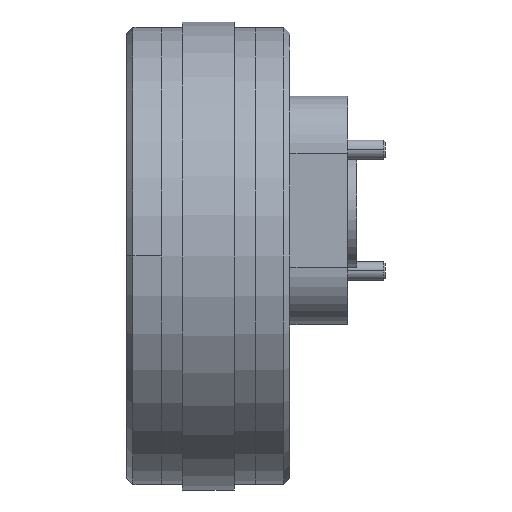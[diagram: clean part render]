
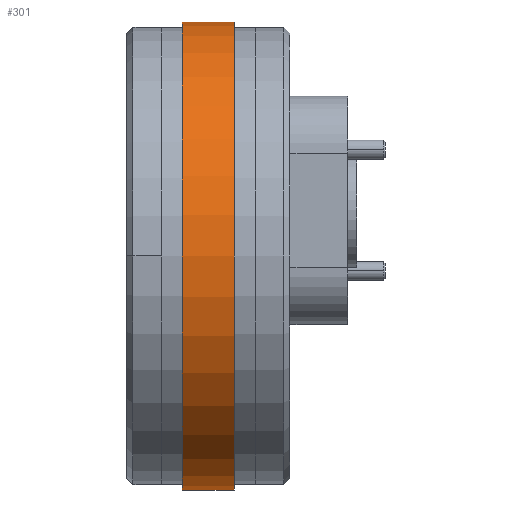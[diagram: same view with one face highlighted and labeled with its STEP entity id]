
A CAD part, left-side view. The second image highlights one B-rep face of the part: STEP entity #301.
In plain terms, the highlighted cylindrical face has radius 19.507 mm (diameter 39.014 mm), a partial arc.
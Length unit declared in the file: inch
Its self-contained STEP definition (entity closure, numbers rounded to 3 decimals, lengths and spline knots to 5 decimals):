
#21 = EDGE_LOOP ( 'NONE', ( #2401, #4189, #15576, #3487 ) ) ;
#184 = CARTESIAN_POINT ( 'NONE',  ( 0., -0.085, 0. ) ) ;
#282 = CYLINDRICAL_SURFACE ( 'NONE', #6870, 0.768 ) ;
#301 = ADVANCED_FACE ( 'NONE', ( #1746 ), #282, .T. ) ;
#1080 = CARTESIAN_POINT ( 'NONE',  ( 0., 0.085, -0.768 ) ) ;
#1107 = CARTESIAN_POINT ( 'NONE',  ( 0., 0., 0.768 ) ) ;
#1600 = DIRECTION ( 'NONE',  ( 0., 0., -1. ) ) ;
#1746 = FACE_OUTER_BOUND ( 'NONE', #21, .T. ) ;
#2401 = ORIENTED_EDGE ( 'NONE', *, *, #3127, .F. ) ;
#3127 = EDGE_CURVE ( 'NONE', #14602, #7640, #13356, .T. ) ;
#3487 = ORIENTED_EDGE ( 'NONE', *, *, #6251, .F. ) ;
#3633 = CARTESIAN_POINT ( 'NONE',  ( 0., 0., -0.768 ) ) ;
#4189 = ORIENTED_EDGE ( 'NONE', *, *, #7589, .T. ) ;
#5486 = CARTESIAN_POINT ( 'NONE',  ( 0., -0.085, -0.768 ) ) ;
#5608 = AXIS2_PLACEMENT_3D ( 'NONE', #184, #12402, #1600 ) ;
#6251 = EDGE_CURVE ( 'NONE', #7640, #10737, #12570, .T. ) ;
#6449 = CIRCLE ( 'NONE', #14070, 0.768 ) ;
#6870 = AXIS2_PLACEMENT_3D ( 'NONE', #12940, #15620, #8729 ) ;
#7317 = DIRECTION ( 'NONE',  ( 0., 0., -1. ) ) ;
#7589 = EDGE_CURVE ( 'NONE', #14602, #13617, #6449, .T. ) ;
#7640 = VERTEX_POINT ( 'NONE', #13937 ) ;
#8729 = DIRECTION ( 'NONE',  ( 0., 0., -1. ) ) ;
#9626 = EDGE_CURVE ( 'NONE', #13617, #10737, #12021, .T. ) ;
#9684 = VECTOR ( 'NONE', #14324, 39.37008 ) ;
#10102 = DIRECTION ( 'NONE',  ( 0., -1., 0. ) ) ;
#10491 = DIRECTION ( 'NONE',  ( 0., -1., 0. ) ) ;
#10737 = VERTEX_POINT ( 'NONE', #5486 ) ;
#10768 = CARTESIAN_POINT ( 'NONE',  ( 0., 0.085, 0.768 ) ) ;
#12021 = LINE ( 'NONE', #3633, #9684 ) ;
#12402 = DIRECTION ( 'NONE',  ( 0., -1., 0. ) ) ;
#12570 = CIRCLE ( 'NONE', #5608, 0.768 ) ;
#12940 = CARTESIAN_POINT ( 'NONE',  ( 0., 0., 0. ) ) ;
#13356 = LINE ( 'NONE', #1107, #16288 ) ;
#13617 = VERTEX_POINT ( 'NONE', #1080 ) ;
#13937 = CARTESIAN_POINT ( 'NONE',  ( 0., -0.085, 0.768 ) ) ;
#14070 = AXIS2_PLACEMENT_3D ( 'NONE', #16744, #10102, #7317 ) ;
#14324 = DIRECTION ( 'NONE',  ( 0., -1., 0. ) ) ;
#14602 = VERTEX_POINT ( 'NONE', #10768 ) ;
#15576 = ORIENTED_EDGE ( 'NONE', *, *, #9626, .T. ) ;
#15620 = DIRECTION ( 'NONE',  ( 0., -1., 0. ) ) ;
#16288 = VECTOR ( 'NONE', #10491, 39.37008 ) ;
#16744 = CARTESIAN_POINT ( 'NONE',  ( 0., 0.085, 0. ) ) ;
